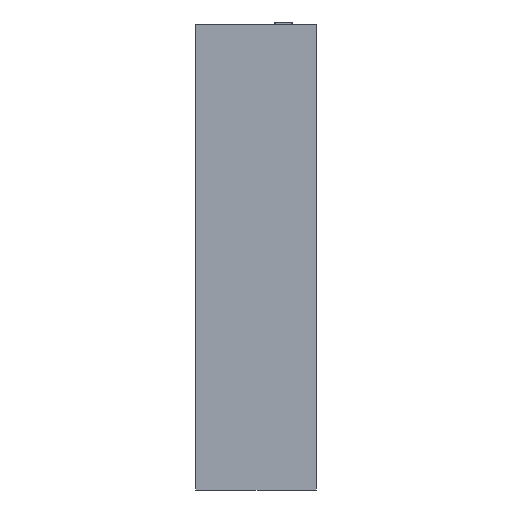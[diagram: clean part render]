
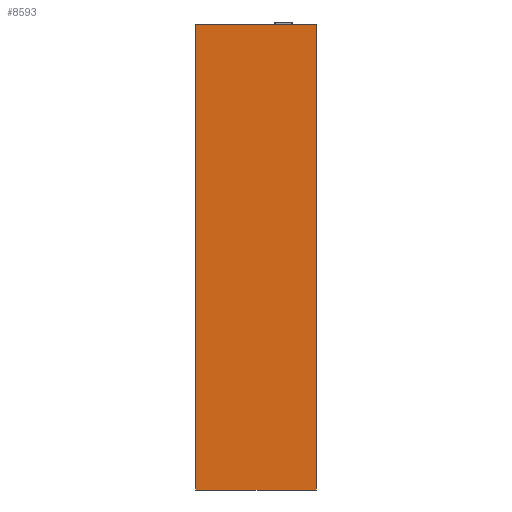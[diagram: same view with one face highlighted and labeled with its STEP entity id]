
A CAD part, left-side view. The second image highlights one B-rep face of the part: STEP entity #8593.
In plain terms, the highlighted planar face has unit normal (-1, 0, 0).
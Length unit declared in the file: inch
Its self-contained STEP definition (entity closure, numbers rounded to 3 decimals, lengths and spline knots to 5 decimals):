
#8226 = EDGE_CURVE ( 'NONE', #8229, #8231, #12428, .T. ) ;
#8229 = VERTEX_POINT ( 'NONE', #12497 ) ;
#8231 = VERTEX_POINT ( 'NONE', #12494 ) ;
#8538 = ORIENTED_EDGE ( 'NONE', *, *, #8586, .T. ) ;
#8540 = ORIENTED_EDGE ( 'NONE', *, *, #9309, .T. ) ;
#8586 = EDGE_CURVE ( 'NONE', #8231, #8997, #13028, .T. ) ;
#8593 = ADVANCED_FACE ( 'NONE', ( #13052 ), #13051, .T. ) ;
#8595 = EDGE_LOOP ( 'NONE', ( #8597, #8538, #8540, #9315 ) ) ;
#8597 = ORIENTED_EDGE ( 'NONE', *, *, #8226, .T. ) ;
#8997 = VERTEX_POINT ( 'NONE', #14652 ) ;
#9309 = EDGE_CURVE ( 'NONE', #8997, #9311, #14887, .T. ) ;
#9311 = VERTEX_POINT ( 'NONE', #14883 ) ;
#9315 = ORIENTED_EDGE ( 'NONE', *, *, #9316, .F. ) ;
#9316 = EDGE_CURVE ( 'NONE', #8229, #9311, #14882, .T. ) ;
#12425 = DIRECTION ( 'NONE',  ( 0., 0., -1. ) ) ;
#12426 = VECTOR ( 'NONE', #12425, 39.37008 ) ;
#12427 = CARTESIAN_POINT ( 'NONE',  ( -10.37464, 5.375, 0. ) ) ;
#12428 = LINE ( 'NONE', #12427, #12426 ) ;
#12494 = CARTESIAN_POINT ( 'NONE',  ( -10.37464, 5.375, -10.37464 ) ) ;
#12497 = CARTESIAN_POINT ( 'NONE',  ( -10.37464, 5.375, 10.37464 ) ) ;
#13025 = DIRECTION ( 'NONE',  ( 0., -1., 0. ) ) ;
#13026 = VECTOR ( 'NONE', #13025, 39.37008 ) ;
#13027 = CARTESIAN_POINT ( 'NONE',  ( -10.37464, 2.6875, -10.37464 ) ) ;
#13028 = LINE ( 'NONE', #13027, #13026 ) ;
#13051 = PLANE ( 'NONE',  #13139 ) ;
#13052 = FACE_OUTER_BOUND ( 'NONE', #8595, .T. ) ;
#13136 = DIRECTION ( 'NONE',  ( 0., 0., 1. ) ) ;
#13137 = DIRECTION ( 'NONE',  ( -1., 0., 0. ) ) ;
#13138 = CARTESIAN_POINT ( 'NONE',  ( -10.37464, 0., -10.37464 ) ) ;
#13139 = AXIS2_PLACEMENT_3D ( 'NONE', #13138, #13137, #13136 ) ;
#14652 = CARTESIAN_POINT ( 'NONE',  ( -10.37464, 0., -10.37464 ) ) ;
#14879 = DIRECTION ( 'NONE',  ( 0., -1., 0. ) ) ;
#14880 = VECTOR ( 'NONE', #14879, 39.37008 ) ;
#14881 = CARTESIAN_POINT ( 'NONE',  ( -10.37464, 2.6875, 10.37464 ) ) ;
#14882 = LINE ( 'NONE', #14881, #14880 ) ;
#14883 = CARTESIAN_POINT ( 'NONE',  ( -10.37464, 0., 10.37464 ) ) ;
#14884 = DIRECTION ( 'NONE',  ( 0., 0., 1. ) ) ;
#14885 = VECTOR ( 'NONE', #14884, 39.37008 ) ;
#14886 = CARTESIAN_POINT ( 'NONE',  ( -10.37464, 0., 0. ) ) ;
#14887 = LINE ( 'NONE', #14886, #14885 ) ;
